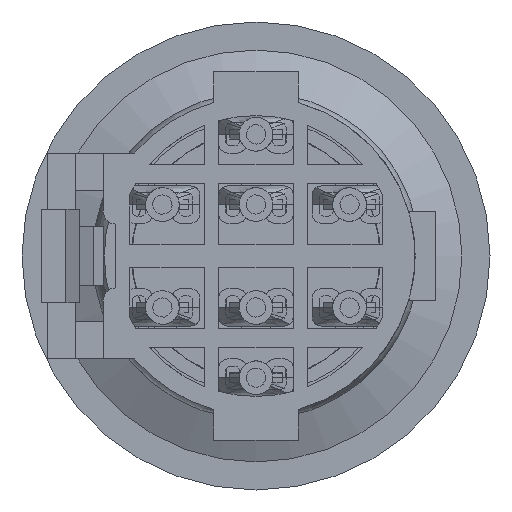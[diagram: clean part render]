
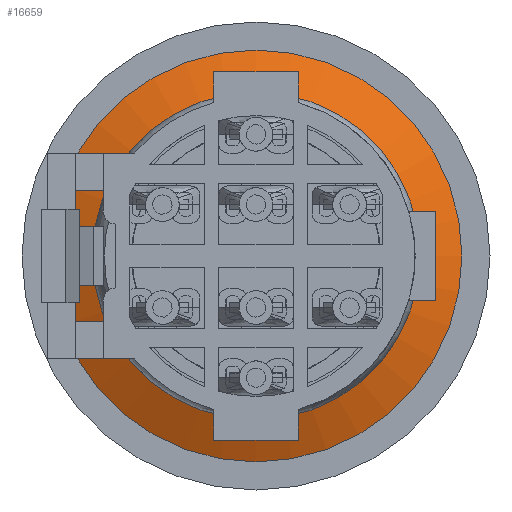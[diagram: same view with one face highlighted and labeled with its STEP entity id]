
A CAD part, front view. The second image highlights one B-rep face of the part: STEP entity #16659.
In plain terms, the highlighted conical face has half-angle 66.038 degrees and reference radius 9.875 mm.
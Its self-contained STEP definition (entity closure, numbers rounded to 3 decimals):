
#175=CONICAL_SURFACE('',#17788,9.875,1.153);
#661=FACE_OUTER_BOUND('',#1557,.T.);
#1557=EDGE_LOOP('',(#12268,#12269,#12270,#12271,#12272,#12273));
#2440=CIRCLE('',#17786,8.75);
#2441=CIRCLE('',#17787,8.75);
#2442=CIRCLE('',#17789,11.);
#2443=CIRCLE('',#17790,11.);
#3549=LINE('',#25420,#5378);
#5378=VECTOR('',#20468,9.875);
#7141=VERTEX_POINT('',#25410);
#7142=VERTEX_POINT('',#25411);
#7143=VERTEX_POINT('',#25416);
#7144=VERTEX_POINT('',#25417);
#9049=EDGE_CURVE('',#7141,#7142,#2440,.T.);
#9050=EDGE_CURVE('',#7142,#7141,#2441,.T.);
#9052=EDGE_CURVE('',#7143,#7144,#2442,.T.);
#9053=EDGE_CURVE('',#7144,#7143,#2443,.T.);
#9054=EDGE_CURVE('',#7144,#7142,#3549,.T.);
#12268=ORIENTED_EDGE('',*,*,#9052,.F.);
#12269=ORIENTED_EDGE('',*,*,#9053,.F.);
#12270=ORIENTED_EDGE('',*,*,#9054,.T.);
#12271=ORIENTED_EDGE('',*,*,#9050,.T.);
#12272=ORIENTED_EDGE('',*,*,#9049,.T.);
#12273=ORIENTED_EDGE('',*,*,#9054,.F.);
#16659=ADVANCED_FACE('',(#661),#175,.T.);
#17786=AXIS2_PLACEMENT_3D('',#25412,#20457,#20458);
#17787=AXIS2_PLACEMENT_3D('',#25413,#20459,#20460);
#17788=AXIS2_PLACEMENT_3D('',#25415,#20462,#20463);
#17789=AXIS2_PLACEMENT_3D('',#25418,#20464,#20465);
#17790=AXIS2_PLACEMENT_3D('',#25419,#20466,#20467);
#20457=DIRECTION('center_axis',(0.,1.,0.));
#20458=DIRECTION('ref_axis',(-1.,0.,0.));
#20459=DIRECTION('center_axis',(0.,1.,0.));
#20460=DIRECTION('ref_axis',(-1.,0.,0.));
#20462=DIRECTION('center_axis',(0.,1.,0.));
#20463=DIRECTION('ref_axis',(-1.,0.,0.));
#20464=DIRECTION('center_axis',(0.,1.,0.));
#20465=DIRECTION('ref_axis',(-1.,0.,0.));
#20466=DIRECTION('center_axis',(0.,1.,0.));
#20467=DIRECTION('ref_axis',(-1.,0.,0.));
#20468=DIRECTION('',(-0.914,-0.406,0.));
#25410=CARTESIAN_POINT('',(-8.75,16.7,0.));
#25411=CARTESIAN_POINT('',(8.75,16.7,0.));
#25412=CARTESIAN_POINT('Origin',(0.,16.7,
0.));
#25413=CARTESIAN_POINT('Origin',(0.,16.7,
0.));
#25415=CARTESIAN_POINT('Origin',(0.,17.2,
0.));
#25416=CARTESIAN_POINT('',(-11.,17.7,0.));
#25417=CARTESIAN_POINT('',(11.,17.7,0.));
#25418=CARTESIAN_POINT('Origin',(0.,17.7,
0.));
#25419=CARTESIAN_POINT('Origin',(0.,17.7,
0.));
#25420=CARTESIAN_POINT('',(9.875,17.2,0.));
